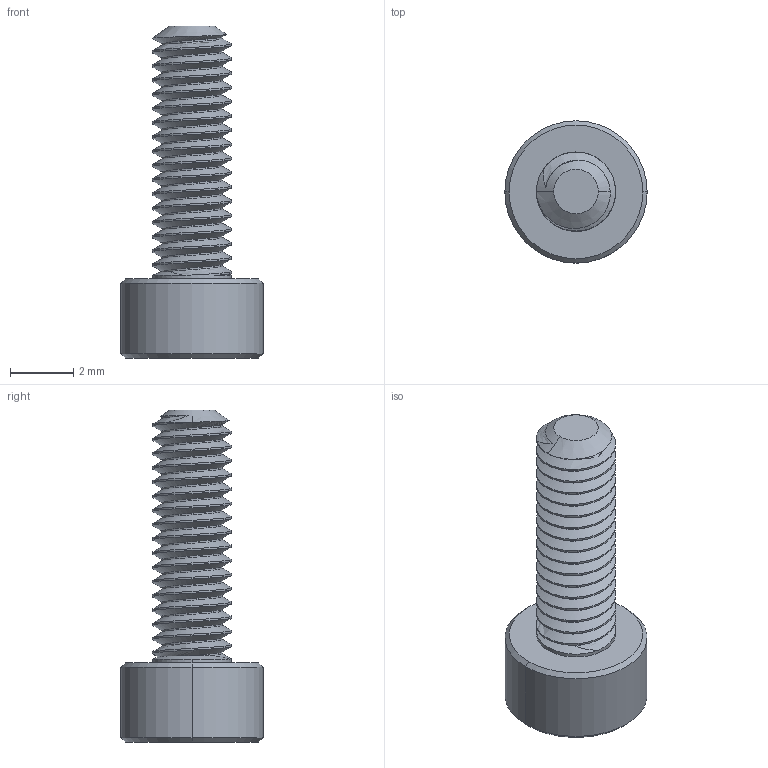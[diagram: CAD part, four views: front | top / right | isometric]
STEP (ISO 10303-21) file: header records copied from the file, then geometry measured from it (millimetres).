
FILE_DESCRIPTION (( 'STEP AP203' ), '1' );
FILE_NAME ('91290A102.step', '2014-01-16T20:28:41', ( '' ), ( '' ), 'SwSTEP 2.0', 'SolidWorks 2013', '' );
FILE_SCHEMA (( 'CONFIG_CONTROL_DESIGN' ));
Length unit declared in the file: millimetre
Products named in the file (1): 91290A102
Bounding box: 4.5 x 4.5 x 10.5 mm (x, y, z)
Volume: 64.9 mm3; surface area: 168 mm2
Topology: 1 solids, 1 shells, 100 faces, 271 edges, 175 vertices
Faces by surface type: cylinder 73, cone 15, plane 10, bspline 2
Entity records: 4857 total; most frequent: CARTESIAN_POINT 2688, ORIENTED_EDGE 542, DIRECTION 346, EDGE_CURVE 271, VERTEX_POINT 175, AXIS2_PLACEMENT_3D 127, EDGE_LOOP 102, ADVANCED_FACE 100
